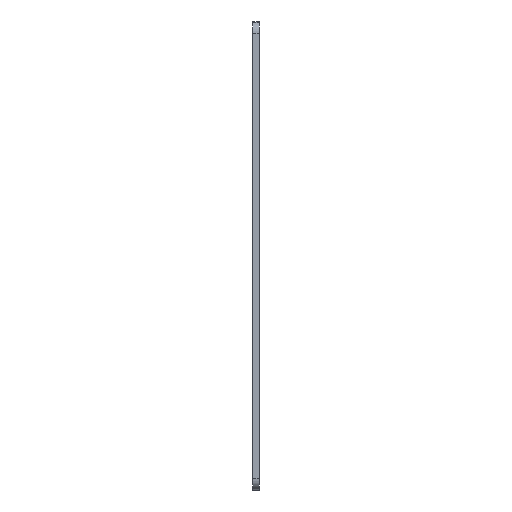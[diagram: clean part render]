
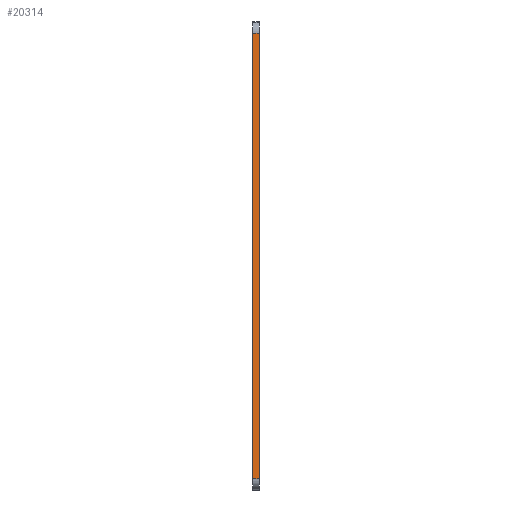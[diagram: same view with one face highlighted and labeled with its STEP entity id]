
A CAD part, left-side view. The second image highlights one B-rep face of the part: STEP entity #20314.
In plain terms, the highlighted planar face has unit normal (-1, 0, 0).
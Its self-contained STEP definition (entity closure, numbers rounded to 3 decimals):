
#238 = EDGE_CURVE ( 'NONE', #1409, #9136, #13402, .T. ) ;
#1024 = ORIENTED_EDGE ( 'NONE', *, *, #9755, .F. ) ;
#1236 = DIRECTION ( 'NONE',  ( 0., 0., -1. ) ) ;
#1409 = VERTEX_POINT ( 'NONE', #19498 ) ;
#3346 = CARTESIAN_POINT ( 'NONE',  ( 90.821, 1.5, -245.246 ) ) ;
#4043 = CARTESIAN_POINT ( 'NONE',  ( 90.821, 1.5, -144.396 ) ) ;
#4269 = LINE ( 'NONE', #21064, #12719 ) ;
#5335 = VECTOR ( 'NONE', #16894, 1000. ) ;
#5825 = EDGE_CURVE ( 'NONE', #1409, #15252, #15228, .T. ) ;
#6622 = LINE ( 'NONE', #8268, #5335 ) ;
#7966 = DIRECTION ( 'NONE',  ( 1., 0., 0. ) ) ;
#8268 = CARTESIAN_POINT ( 'NONE',  ( 90.821, 1.5, -144.396 ) ) ;
#8426 = DIRECTION ( 'NONE',  ( 0., 0., 1. ) ) ;
#8485 = CARTESIAN_POINT ( 'NONE',  ( 90.821, 1.5, -245.246 ) ) ;
#9136 = VERTEX_POINT ( 'NONE', #4043 ) ;
#9755 = EDGE_CURVE ( 'NONE', #9136, #16391, #6622, .T. ) ;
#10037 = FACE_OUTER_BOUND ( 'NONE', #19843, .T. ) ;
#10482 = EDGE_CURVE ( 'NONE', #15252, #16391, #4269, .T. ) ;
#10970 = VECTOR ( 'NONE', #8426, 1000. ) ;
#11509 = CARTESIAN_POINT ( 'NONE',  ( 90.821, 0., -144.396 ) ) ;
#12274 = CARTESIAN_POINT ( 'NONE',  ( 90.821, 0., -245.246 ) ) ;
#12435 = ORIENTED_EDGE ( 'NONE', *, *, #10482, .T. ) ;
#12719 = VECTOR ( 'NONE', #21271, 1000. ) ;
#13014 = ORIENTED_EDGE ( 'NONE', *, *, #5825, .T. ) ;
#13120 = VECTOR ( 'NONE', #21752, 1000. ) ;
#13402 = LINE ( 'NONE', #3346, #10970 ) ;
#13587 = AXIS2_PLACEMENT_3D ( 'NONE', #15115, #7966, #1236 ) ;
#15115 = CARTESIAN_POINT ( 'NONE',  ( 90.821, 1.5, -245.246 ) ) ;
#15228 = LINE ( 'NONE', #8485, #13120 ) ;
#15252 = VERTEX_POINT ( 'NONE', #12274 ) ;
#16360 = PLANE ( 'NONE',  #13587 ) ;
#16391 = VERTEX_POINT ( 'NONE', #11509 ) ;
#16894 = DIRECTION ( 'NONE',  ( 0., -1., 0. ) ) ;
#19498 = CARTESIAN_POINT ( 'NONE',  ( 90.821, 1.5, -245.246 ) ) ;
#19843 = EDGE_LOOP ( 'NONE', ( #12435, #1024, #20870, #13014 ) ) ;
#20314 = ADVANCED_FACE ( 'NONE', ( #10037 ), #16360, .F. ) ;
#20870 = ORIENTED_EDGE ( 'NONE', *, *, #238, .F. ) ;
#21064 = CARTESIAN_POINT ( 'NONE',  ( 90.821, 0., -245.246 ) ) ;
#21271 = DIRECTION ( 'NONE',  ( 0., 0., 1. ) ) ;
#21752 = DIRECTION ( 'NONE',  ( 0., -1., 0. ) ) ;
